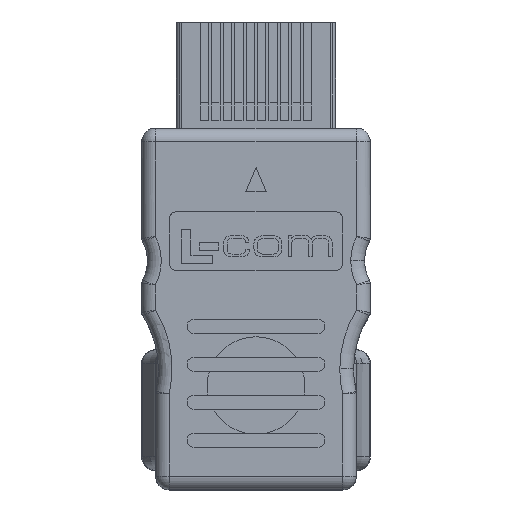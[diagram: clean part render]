
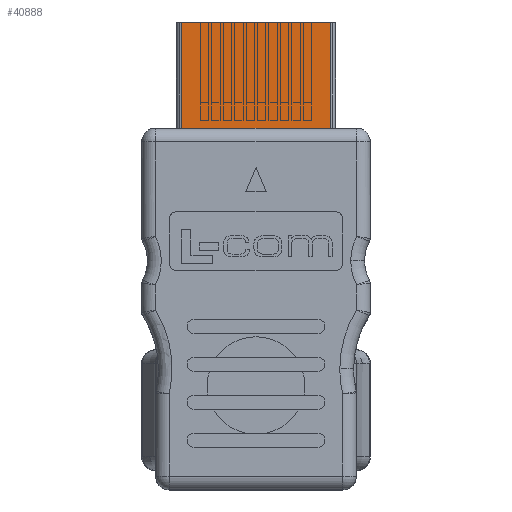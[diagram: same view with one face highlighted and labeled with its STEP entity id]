
A CAD part, top view. The second image highlights one B-rep face of the part: STEP entity #40888.
In plain terms, the highlighted planar face has unit normal (0, 0, 1).
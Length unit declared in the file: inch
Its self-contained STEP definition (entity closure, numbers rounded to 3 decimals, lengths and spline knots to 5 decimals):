
#1073 = VERTEX_POINT ( 'NONE', #57155 ) ;
#1084 = VERTEX_POINT ( 'NONE', #57163 ) ;
#1430 = VERTEX_POINT ( 'NONE', #57469 ) ;
#1434 = VERTEX_POINT ( 'NONE', #57473 ) ;
#4804 = EDGE_LOOP ( 'NONE', ( #79836, #79838, #79840, #79842 ) ) ;
#36482 = DIRECTION ( 'NONE',  ( -1., 0., 0. ) ) ;
#36488 = CARTESIAN_POINT ( 'NONE',  ( 0.25394, 0.38347, 0.0876 ) ) ;
#37276 = LINE ( 'NONE', #36488, #37278 ) ;
#37278 = VECTOR ( 'NONE', #36482, 39.37008 ) ;
#37767 = LINE ( 'NONE', #74817, #37770 ) ;
#37770 = VECTOR ( 'NONE', #74819, 39.37008 ) ;
#37771 = LINE ( 'NONE', #74826, #37774 ) ;
#37774 = VECTOR ( 'NONE', #74828, 39.37008 ) ;
#37775 = LINE ( 'NONE', #74849, #37776 ) ;
#37776 = VECTOR ( 'NONE', #74852, 39.37008 ) ;
#40888 = ADVANCED_FACE ( 'NONE', ( #82773 ), #85937, .F. ) ;
#46425 = AXIS2_PLACEMENT_3D ( 'NONE', #85933, #85941, #85942 ) ;
#49896 = EDGE_CURVE ( 'NONE', #1073, #1084, #37276, .T. ) ;
#57155 = CARTESIAN_POINT ( 'NONE',  ( 0.25394, 0.38347, 0.0876 ) ) ;
#57163 = CARTESIAN_POINT ( 'NONE',  ( -0.25394, 0.38347, 0.0876 ) ) ;
#57469 = CARTESIAN_POINT ( 'NONE',  ( -0.25394, 0., 0.0876 ) ) ;
#57473 = CARTESIAN_POINT ( 'NONE',  ( 0.25394, 0., 0.0876 ) ) ;
#72181 = EDGE_CURVE ( 'NONE', #1084, #1430, #37767, .T. ) ;
#72189 = EDGE_CURVE ( 'NONE', #1430, #1434, #37771, .T. ) ;
#72197 = EDGE_CURVE ( 'NONE', #1073, #1434, #37775, .T. ) ;
#74817 = CARTESIAN_POINT ( 'NONE',  ( -0.25394, 0.4311, 0.0876 ) ) ;
#74819 = DIRECTION ( 'NONE',  ( 0., -1., 0. ) ) ;
#74826 = CARTESIAN_POINT ( 'NONE',  ( 0.25394, 0., 0.0876 ) ) ;
#74828 = DIRECTION ( 'NONE',  ( 1., 0., 0. ) ) ;
#74849 = CARTESIAN_POINT ( 'NONE',  ( 0.25394, 0.4311, 0.0876 ) ) ;
#74852 = DIRECTION ( 'NONE',  ( 0., -1., 0. ) ) ;
#79836 = ORIENTED_EDGE ( 'NONE', *, *, #49896, .T. ) ;
#79838 = ORIENTED_EDGE ( 'NONE', *, *, #72181, .T. ) ;
#79840 = ORIENTED_EDGE ( 'NONE', *, *, #72189, .T. ) ;
#79842 = ORIENTED_EDGE ( 'NONE', *, *, #72197, .F. ) ;
#82773 = FACE_OUTER_BOUND ( 'NONE', #4804, .T. ) ;
#85933 = CARTESIAN_POINT ( 'NONE',  ( 0.25394, 0.4311, 0.0876 ) ) ;
#85937 = PLANE ( 'NONE',  #46425 ) ;
#85941 = DIRECTION ( 'NONE',  ( 0., 0., -1. ) ) ;
#85942 = DIRECTION ( 'NONE',  ( -1., 0., 0. ) ) ;
